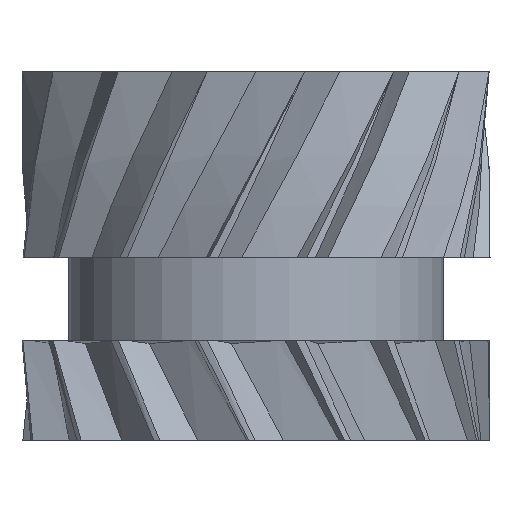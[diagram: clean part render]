
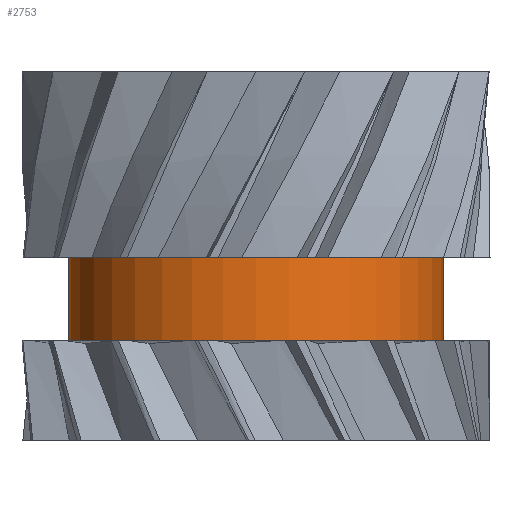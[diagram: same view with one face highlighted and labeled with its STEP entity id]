
A CAD part, front view. The second image highlights one B-rep face of the part: STEP entity #2753.
In plain terms, the highlighted cylindrical face has radius 2.8 mm (diameter 5.6 mm), a full revolution.
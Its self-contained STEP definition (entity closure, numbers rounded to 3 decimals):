
#203=CYLINDRICAL_SURFACE('',#2916,2.8);
#358=FACE_OUTER_BOUND('',#519,.T.);
#519=EDGE_LOOP('',(#2430,#2431,#2432,#2433));
#839=CIRCLE('',#2917,2.8);
#840=CIRCLE('',#2918,2.8);
#930=LINE('',#7992,#1020);
#1020=VECTOR('',#3304,2.8);
#1297=VERTEX_POINT('',#7989);
#1298=VERTEX_POINT('',#7991);
#1727=EDGE_CURVE('',#1297,#1297,#839,.T.);
#1728=EDGE_CURVE('',#1297,#1298,#930,.T.);
#1729=EDGE_CURVE('',#1298,#1298,#840,.T.);
#2430=ORIENTED_EDGE('',*,*,#1727,.F.);
#2431=ORIENTED_EDGE('',*,*,#1728,.T.);
#2432=ORIENTED_EDGE('',*,*,#1729,.T.);
#2433=ORIENTED_EDGE('',*,*,#1728,.F.);
#2753=ADVANCED_FACE('',(#358),#203,.T.);
#2916=AXIS2_PLACEMENT_3D('',#7988,#3300,#3301);
#2917=AXIS2_PLACEMENT_3D('',#7990,#3302,#3303);
#2918=AXIS2_PLACEMENT_3D('',#7993,#3305,#3306);
#3300=DIRECTION('center_axis',(0.,0.,1.));
#3301=DIRECTION('ref_axis',(1.,0.,0.));
#3302=DIRECTION('center_axis',(0.,0.,
1.));
#3303=DIRECTION('ref_axis',(0.814,-0.581,0.));
#3304=DIRECTION('',(0.,0.,-1.));
#3305=DIRECTION('center_axis',(0.,0.,
1.));
#3306=DIRECTION('ref_axis',(0.814,-0.581,0.));
#7988=CARTESIAN_POINT('Origin',(0.,0.,
6.108));
#7989=CARTESIAN_POINT('',(-2.8,0.,6.729));
#7990=CARTESIAN_POINT('Origin',(0.,0.,
6.729));
#7991=CARTESIAN_POINT('',(-2.8,0.,5.486));
#7992=CARTESIAN_POINT('',(-2.8,0.,6.108));
#7993=CARTESIAN_POINT('Origin',(0.,0.,
5.486));
